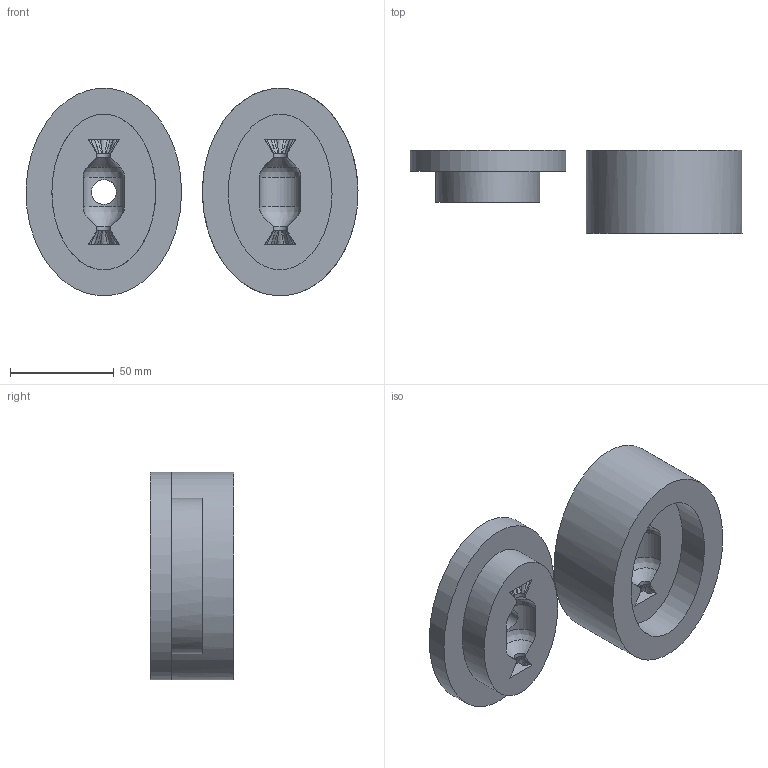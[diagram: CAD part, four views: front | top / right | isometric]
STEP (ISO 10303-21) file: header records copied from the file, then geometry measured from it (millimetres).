
FILE_DESCRIPTION(/* description */ (''),/* implementation_level */ '2;1');
FILE_NAME(/* name */ 'candy_mold_for_silicone_candy v4.step',/* time_stamp */ '2025-11-14T00:02:51-05:00',/* author */ (''),/* organization */ (''),/* preprocessor_version */ 'ST-DEVELOPER v20.1',/* originating_system */ 'Autodesk Translation Framework v14.17.0.0',/* authorisation */ '');
FILE_SCHEMA (('AUTOMOTIVE_DESIGN { 1 0 10303 214 3 1 1 }'));
Length unit declared in the file: millimetre
Products named in the file (1): candy_mold_for_silicone_candy
Bounding box: 159.99 x 40 x 99.99 mm (x, y, z)
Volume: 283322.3 mm3; surface area: 45085.4 mm2
Topology: 2 solids, 2 shells, 81 faces, 219 edges, 122 vertices
Faces by surface type: bspline 44, cone 20, plane 10, cylinder 7
Full cylindrical faces by diameter (mm): 12 x1
Entity records: 4681 total; most frequent: CARTESIAN_POINT 2968, ORIENTED_EDGE 390, DIRECTION 283, EDGE_CURVE 195, AXIS2_PLACEMENT_3D 123, VERTEX_POINT 122, EDGE_LOOP 87, FACE_OUTER_BOUND 81
